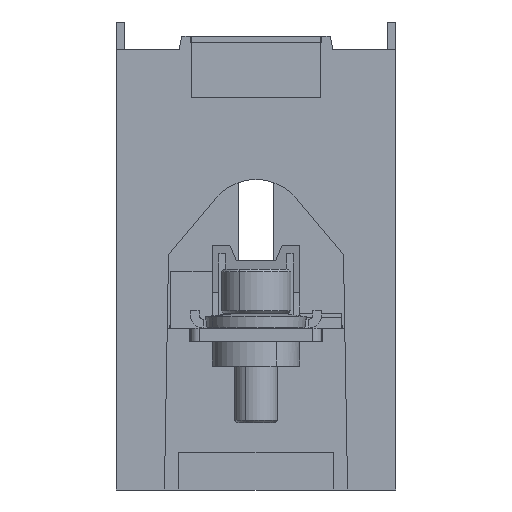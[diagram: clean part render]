
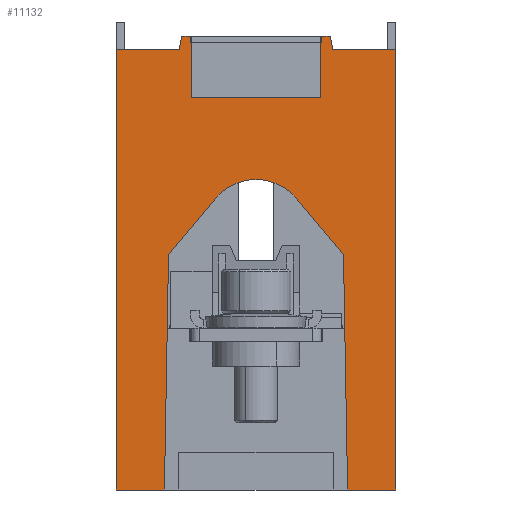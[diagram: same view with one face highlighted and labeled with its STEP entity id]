
A CAD part, front view. The second image highlights one B-rep face of the part: STEP entity #11132.
In plain terms, the highlighted planar face has unit normal (0, -1, 0).
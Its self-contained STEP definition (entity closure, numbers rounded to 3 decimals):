
#7800=DIRECTION('',(0.,0.,1.));
#7801=VECTOR('',#7800,100.7);
#7802=CARTESIAN_POINT('',(-32.,-83.,-34.));
#7803=LINE('',#7802,#7801);
#8552=DIRECTION('',(-1.,0.,0.));
#8553=VECTOR('',#8552,11.06);
#8554=CARTESIAN_POINT('',(32.,-83.,-34.));
#8555=LINE('',#8554,#8553);
#8819=DIRECTION('',(-1.,0.,0.));
#8820=VECTOR('',#8819,11.06);
#8821=CARTESIAN_POINT('',(-20.94,-83.,-34.));
#8822=LINE('',#8821,#8820);
#8847=DIRECTION('',(0.017,0.,1.));
#8848=VECTOR('',#8847,53.842);
#8849=CARTESIAN_POINT('',(-20.94,-83.,-34.));
#8850=LINE('',#8849,#8848);
#8854=DIRECTION('',(-0.191,0.,-0.982));
#8855=VECTOR('',#8854,3.056);
#8856=CARTESIAN_POINT('',(-17.,-83.,69.7));
#8857=LINE('',#8856,#8855);
#8861=DIRECTION('',(-1.,0.,0.));
#8862=VECTOR('',#8861,2.);
#8863=CARTESIAN_POINT('',(-15.,-83.,69.7));
#8864=LINE('',#8863,#8862);
#8868=DIRECTION('',(0.,0.,1.));
#8869=VECTOR('',#8868,1.5);
#8870=CARTESIAN_POINT('',(-15.,-83.,68.2));
#8871=LINE('',#8870,#8869);
#8875=DIRECTION('',(-1.,0.,0.));
#8876=VECTOR('',#8875,30.);
#8877=CARTESIAN_POINT('',(15.,-83.,68.2));
#8878=LINE('',#8877,#8876);
#8882=DIRECTION('',(-1.,0.,0.));
#8883=VECTOR('',#8882,2.);
#8884=CARTESIAN_POINT('',(17.,-83.,69.7));
#8885=LINE('',#8884,#8883);
#8889=DIRECTION('',(-0.191,0.,0.982));
#8890=VECTOR('',#8889,3.056);
#8891=CARTESIAN_POINT('',(17.583,-83.,66.7));
#8892=LINE('',#8891,#8890);
#8896=DIRECTION('',(0.,0.,1.));
#8897=VECTOR('',#8896,100.7);
#8898=CARTESIAN_POINT('',(32.,-83.,-34.));
#8899=LINE('',#8898,#8897);
#8903=DIRECTION('',(0.017,0.,-1.));
#8904=VECTOR('',#8903,53.842);
#8905=CARTESIAN_POINT('',(20.,-83.,19.834));
#8906=LINE('',#8905,#8904);
#8910=DIRECTION('',(0.643,0.,-0.766));
#8911=VECTOR('',#8910,16.813);
#8912=CARTESIAN_POINT('',(9.193,-83.,32.713));
#8913=LINE('',#8912,#8911);
#8917=CARTESIAN_POINT('',(0.,-83.,25.));
#8918=DIRECTION('',(0.,1.,0.));
#8919=DIRECTION('',(-0.766,0.,0.643));
#8920=AXIS2_PLACEMENT_3D('',#8917,#8918,#8919);
#8925=DIRECTION('',(0.643,0.,0.766));
#8926=VECTOR('',#8925,16.813);
#8927=CARTESIAN_POINT('',(-20.,-83.,19.834));
#8928=LINE('',#8927,#8926);
#8989=DIRECTION('',(1.,0.,0.));
#8990=VECTOR('',#8989,14.417);
#8991=CARTESIAN_POINT('',(17.583,-83.,66.7));
#8992=LINE('',#8991,#8990);
#9004=DIRECTION('',(1.,0.,0.));
#9005=VECTOR('',#9004,14.417);
#9006=CARTESIAN_POINT('',(-32.,-83.,66.7));
#9007=LINE('',#9006,#9005);
#9223=DIRECTION('',(0.,0.,1.));
#9224=VECTOR('',#9223,1.5);
#9225=CARTESIAN_POINT('',(15.,-83.,68.2));
#9226=LINE('',#9225,#9224);
#9707=CARTESIAN_POINT('',(-17.,-83.,69.7));
#9709=VERTEX_POINT('',#9707);
#9712=CARTESIAN_POINT('',(-17.583,-83.,66.7));
#9713=VERTEX_POINT('',#9712);
#9718=CARTESIAN_POINT('',(17.,-83.,69.7));
#9719=VERTEX_POINT('',#9718);
#9720=CARTESIAN_POINT('',(17.583,-83.,66.7));
#9721=VERTEX_POINT('',#9720);
#9736=CARTESIAN_POINT('',(15.,-83.,69.7));
#9737=VERTEX_POINT('',#9736);
#9738=CARTESIAN_POINT('',(-15.,-83.,69.7));
#9739=VERTEX_POINT('',#9738);
#9744=CARTESIAN_POINT('',(-15.,-83.,68.2));
#9745=VERTEX_POINT('',#9744);
#9749=CARTESIAN_POINT('',(15.,-83.,68.2));
#9751=VERTEX_POINT('',#9749);
#9756=CARTESIAN_POINT('',(9.193,-83.,32.713));
#9757=VERTEX_POINT('',#9756);
#9758=CARTESIAN_POINT('',(-9.193,-83.,32.713));
#9759=VERTEX_POINT('',#9758);
#9819=CARTESIAN_POINT('',(20.94,-83.,-34.));
#9821=VERTEX_POINT('',#9819);
#9824=CARTESIAN_POINT('',(32.,-83.,-34.));
#9825=VERTEX_POINT('',#9824);
#9827=CARTESIAN_POINT('',(-20.94,-83.,-34.));
#9829=VERTEX_POINT('',#9827);
#9830=CARTESIAN_POINT('',(-32.,-83.,-34.));
#9831=VERTEX_POINT('',#9830);
#9834=CARTESIAN_POINT('',(-32.,-83.,66.7));
#9835=VERTEX_POINT('',#9834);
#9837=CARTESIAN_POINT('',(-20.,-83.,19.834));
#9839=VERTEX_POINT('',#9837);
#9840=CARTESIAN_POINT('',(20.,-83.,19.834));
#9841=VERTEX_POINT('',#9840);
#9844=CARTESIAN_POINT('',(32.,-83.,66.7));
#9845=VERTEX_POINT('',#9844);
#11097=CARTESIAN_POINT('',(32.,-83.,0.));
#11098=DIRECTION('',(0.,1.,0.));
#11099=DIRECTION('',(-1.,0.,0.));
#11100=AXIS2_PLACEMENT_3D('',#11097,#11098,#11099);
#11101=PLANE('',#11100);
#11102=ORIENTED_EDGE('',*,*,#11043,.F.);
#11103=ORIENTED_EDGE('',*,*,#11022,.T.);
#11104=ORIENTED_EDGE('',*,*,#9953,.T.);
#11106=ORIENTED_EDGE('',*,*,#11105,.T.);
#11108=ORIENTED_EDGE('',*,*,#11107,.F.);
#11110=ORIENTED_EDGE('',*,*,#11109,.F.);
#11112=ORIENTED_EDGE('',*,*,#11111,.F.);
#11114=ORIENTED_EDGE('',*,*,#11113,.F.);
#11116=ORIENTED_EDGE('',*,*,#11115,.T.);
#11118=ORIENTED_EDGE('',*,*,#11117,.F.);
#11120=ORIENTED_EDGE('',*,*,#11119,.F.);
#11122=ORIENTED_EDGE('',*,*,#11121,.T.);
#11123=ORIENTED_EDGE('',*,*,#10528,.F.);
#11124=ORIENTED_EDGE('',*,*,#10760,.T.);
#11125=ORIENTED_EDGE('',*,*,#10787,.F.);
#11127=ORIENTED_EDGE('',*,*,#11126,.F.);
#11128=ORIENTED_EDGE('',*,*,#11083,.F.);
#11129=ORIENTED_EDGE('',*,*,#11064,.F.);
#11130=EDGE_LOOP('',(#11102,#11103,#11104,#11106,#11108,#11110,#11112,#11114,
#11116,#11118,#11120,#11122,#11123,#11124,#11125,#11127,#11128,#11129));
#11131=FACE_OUTER_BOUND('',#11130,.F.);
#8921=CIRCLE('',#8920,12.);
#9953=EDGE_CURVE('',#9831,#9835,#7803,.T.);
#10528=EDGE_CURVE('',#9825,#9845,#8899,.T.);
#10760=EDGE_CURVE('',#9825,#9821,#8555,.T.);
#10787=EDGE_CURVE('',#9841,#9821,#8906,.T.);
#11022=EDGE_CURVE('',#9829,#9831,#8822,.T.);
#11043=EDGE_CURVE('',#9829,#9839,#8850,.T.);
#11064=EDGE_CURVE('',#9839,#9759,#8928,.T.);
#11083=EDGE_CURVE('',#9759,#9757,#8921,.T.);
#11105=EDGE_CURVE('',#9835,#9713,#9007,.T.);
#11107=EDGE_CURVE('',#9709,#9713,#8857,.T.);
#11109=EDGE_CURVE('',#9739,#9709,#8864,.T.);
#11111=EDGE_CURVE('',#9745,#9739,#8871,.T.);
#11113=EDGE_CURVE('',#9751,#9745,#8878,.T.);
#11115=EDGE_CURVE('',#9751,#9737,#9226,.T.);
#11117=EDGE_CURVE('',#9719,#9737,#8885,.T.);
#11119=EDGE_CURVE('',#9721,#9719,#8892,.T.);
#11121=EDGE_CURVE('',#9721,#9845,#8992,.T.);
#11126=EDGE_CURVE('',#9757,#9841,#8913,.T.);
#11132=ADVANCED_FACE('',(#11131),#11101,.F.);
